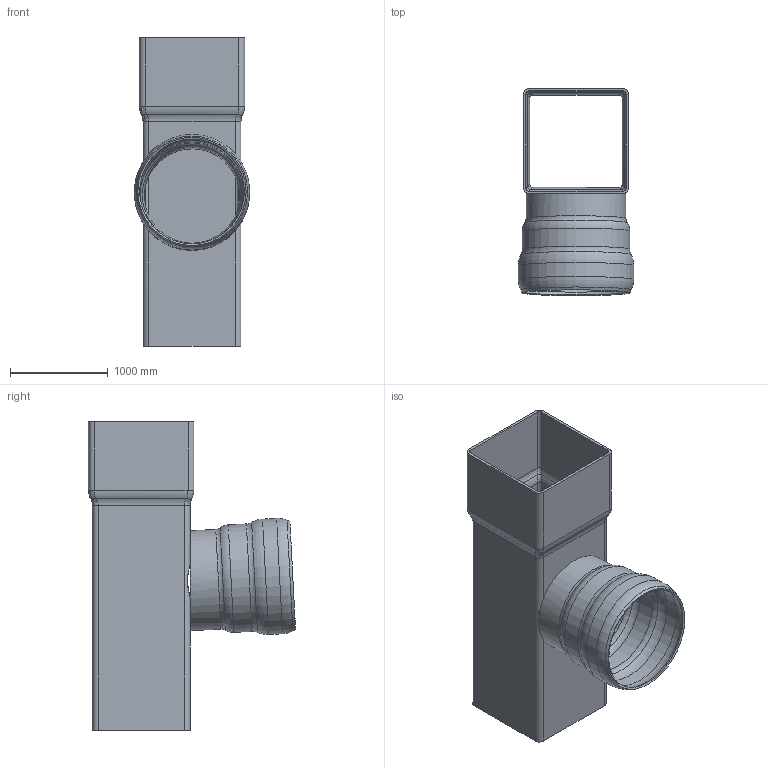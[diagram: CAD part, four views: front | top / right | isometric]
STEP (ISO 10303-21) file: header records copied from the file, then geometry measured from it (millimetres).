
FILE_DESCRIPTION(/* description */ (''),/* implementation_level */ '2;1');
FILE_NAME(/* name */ '55694.DD0X_3D.stp',/* time_stamp */ '2025-11-03T11:30:08+01:00',/* author */ ('d.brandes'),/* organization */ (''),/* preprocessor_version */ 'ST-DEVELOPER v20.1',/* originating_system */ 'AutoCAD Mechanical',/* authorisation */ '');
FILE_SCHEMA (('AUTOMOTIVE_DESIGN { 1 0 10303 214 3 1 1 }'));
Length unit declared in the file: centimetre
Products named in the file (2): Product; *S0
Assembly tree (1 placements, depth 2):
  Product
    *S0
Bounding box: 1180 x 2115.32 x 3150 mm (x, y, z)
Volume: 382788963.5 mm3; surface area: 30711248.1 mm2
Topology: 2 solids, 2 shells, 99 faces, 240 edges, 142 vertices
Faces by surface type: cylinder 43, plane 23, bspline 20, torus 10, cone 3
Full cylindrical faces by diameter (mm): 980 x2, 1020 x1, 1060 x1, 1100 x1, 1140 x1, 1180 x1
Entity records: 3948 total; most frequent: CARTESIAN_POINT 1581, DIRECTION 512, ORIENTED_EDGE 472, EDGE_CURVE 236, AXIS2_PLACEMENT_3D 207, VERTEX_POINT 138, EDGE_LOOP 102, FACE_OUTER_BOUND 99
